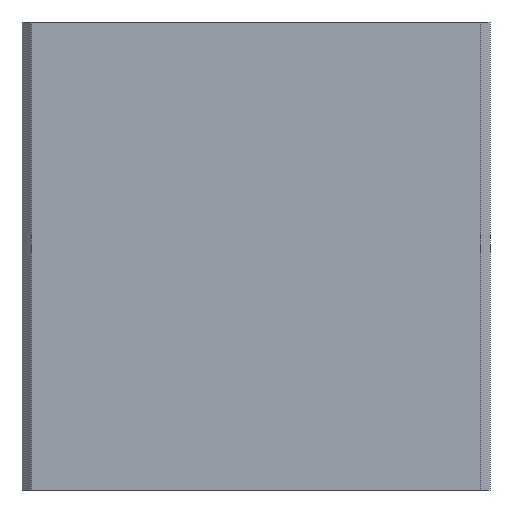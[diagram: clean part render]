
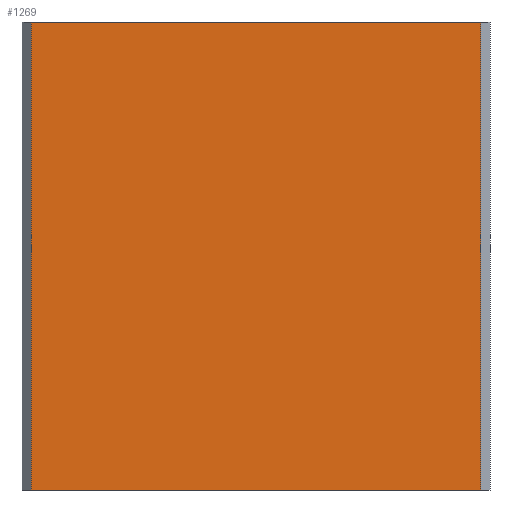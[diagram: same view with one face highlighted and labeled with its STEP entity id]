
A CAD part, front view. The second image highlights one B-rep face of the part: STEP entity #1269.
In plain terms, the highlighted planar face has unit normal (0, -1, 0).
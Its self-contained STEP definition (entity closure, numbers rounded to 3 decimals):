
#93=FACE_OUTER_BOUND('',#159,.T.);
#159=EDGE_LOOP('',(#937,#938,#939,#940));
#231=LINE('',#1863,#379);
#278=LINE('',#2001,#426);
#280=LINE('',#2005,#428);
#281=LINE('',#2006,#429);
#379=VECTOR('',#1485,10.);
#426=VECTOR('',#1588,10.);
#428=VECTOR('',#1592,10.);
#429=VECTOR('',#1593,10.);
#522=VERTEX_POINT('',#1860);
#523=VERTEX_POINT('',#1862);
#586=VERTEX_POINT('',#1999);
#587=VERTEX_POINT('',#2004);
#655=EDGE_CURVE('',#523,#522,#231,.T.);
#724=EDGE_CURVE('',#586,#522,#278,.T.);
#726=EDGE_CURVE('',#587,#586,#280,.T.);
#727=EDGE_CURVE('',#523,#587,#281,.T.);
#937=ORIENTED_EDGE('',*,*,#724,.F.);
#938=ORIENTED_EDGE('',*,*,#726,.F.);
#939=ORIENTED_EDGE('',*,*,#727,.F.);
#940=ORIENTED_EDGE('',*,*,#655,.T.);
#1225=PLANE('',#1377);
#1269=ADVANCED_FACE('',(#93),#1225,.T.);
#1377=AXIS2_PLACEMENT_3D('',#2003,#1590,#1591);
#1485=DIRECTION('',(1.,0.,0.));
#1588=DIRECTION('',(0.,0.,-1.));
#1590=DIRECTION('center_axis',(0.,-1.,0.));
#1591=DIRECTION('ref_axis',(1.,0.,0.));
#1592=DIRECTION('',(1.,0.,0.));
#1593=DIRECTION('',(0.,0.,1.));
#1860=CARTESIAN_POINT('',(98.,0.,0.));
#1862=CARTESIAN_POINT('',(2.,0.,0.));
#1863=CARTESIAN_POINT('',(0.,0.,0.));
#1999=CARTESIAN_POINT('',(98.,0.,100.));
#2001=CARTESIAN_POINT('',(98.,0.,0.));
#2003=CARTESIAN_POINT('Origin',(0.,0.,0.));
#2004=CARTESIAN_POINT('',(2.,0.,100.));
#2005=CARTESIAN_POINT('',(0.,0.,100.));
#2006=CARTESIAN_POINT('',(2.,0.,0.));
